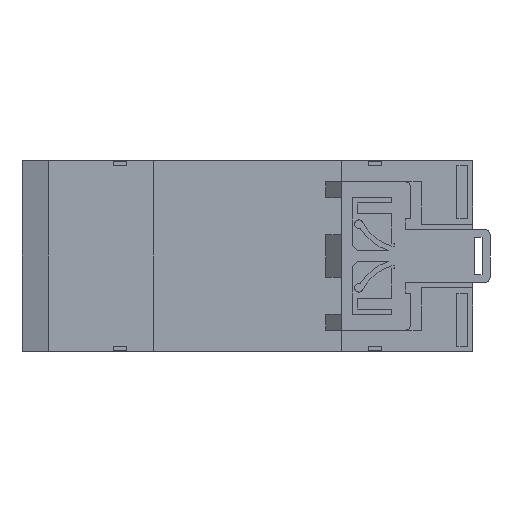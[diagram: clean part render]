
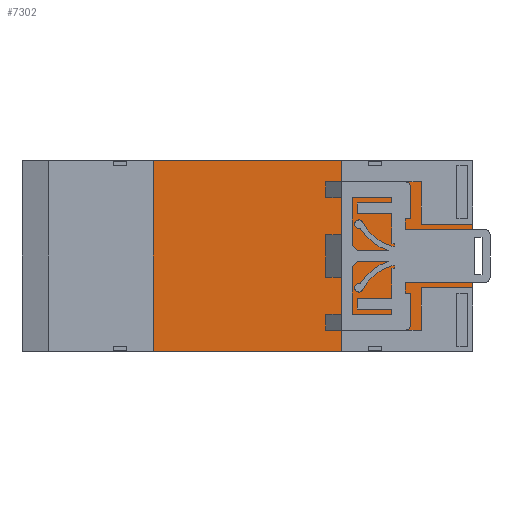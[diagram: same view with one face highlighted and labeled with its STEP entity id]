
A CAD part, left-side view. The second image highlights one B-rep face of the part: STEP entity #7302.
In plain terms, the highlighted planar face has unit normal (-1, 0, 0).
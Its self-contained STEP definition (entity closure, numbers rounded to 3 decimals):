
#85 = LINE ( 'NONE', #5156, #1841 ) ;
#191 = VECTOR ( 'NONE', #8645, 1000. ) ;
#203 = VECTOR ( 'NONE', #7211, 1000. ) ;
#270 = ORIENTED_EDGE ( 'NONE', *, *, #2570, .T. ) ;
#433 = LINE ( 'NONE', #9446, #6078 ) ;
#509 = ORIENTED_EDGE ( 'NONE', *, *, #4917, .T. ) ;
#528 = LINE ( 'NONE', #8597, #750 ) ;
#580 = VECTOR ( 'NONE', #4661, 1000. ) ;
#615 = CARTESIAN_POINT ( 'NONE',  ( -27., -17.75, 14. ) ) ;
#651 = DIRECTION ( 'NONE',  ( 0., 1., 0. ) ) ;
#750 = VECTOR ( 'NONE', #9323, 1000. ) ;
#801 = CARTESIAN_POINT ( 'NONE',  ( -27., -17.75, -18. ) ) ;
#972 = VERTEX_POINT ( 'NONE', #5559 ) ;
#1146 = CARTESIAN_POINT ( 'NONE',  ( -27., -32.75, -14. ) ) ;
#1196 = EDGE_CURVE ( 'NONE', #1357, #972, #528, .T. ) ;
#1252 = DIRECTION ( 'NONE',  ( 0., 1., 0. ) ) ;
#1344 = ORIENTED_EDGE ( 'NONE', *, *, #1196, .F. ) ;
#1357 = VERTEX_POINT ( 'NONE', #8805 ) ;
#1482 = ORIENTED_EDGE ( 'NONE', *, *, #2429, .T. ) ;
#1492 = DIRECTION ( 'NONE',  ( 0., -1., 0. ) ) ;
#1748 = EDGE_CURVE ( 'NONE', #5259, #6199, #2413, .T. ) ;
#1805 = EDGE_CURVE ( 'NONE', #2288, #6015, #1974, .T. ) ;
#1830 = VECTOR ( 'NONE', #1252, 1000. ) ;
#1841 = VECTOR ( 'NONE', #1492, 1000. ) ;
#1974 = LINE ( 'NONE', #2820, #203 ) ;
#2004 = DIRECTION ( 'NONE',  ( 0., 0., 1. ) ) ;
#2019 = EDGE_CURVE ( 'NONE', #6015, #2322, #5525, .T. ) ;
#2050 = CARTESIAN_POINT ( 'NONE',  ( -27., -32.75, -6. ) ) ;
#2163 = VERTEX_POINT ( 'NONE', #5710 ) ;
#2179 = EDGE_CURVE ( 'NONE', #2322, #5259, #6092, .T. ) ;
#2205 = VERTEX_POINT ( 'NONE', #615 ) ;
#2287 = LINE ( 'NONE', #6400, #1830 ) ;
#2288 = VERTEX_POINT ( 'NONE', #8431 ) ;
#2322 = VERTEX_POINT ( 'NONE', #4103 ) ;
#2334 = CARTESIAN_POINT ( 'NONE',  ( -27., -42.5, 6. ) ) ;
#2341 = PLANE ( 'NONE',  #4688 ) ;
#2413 = LINE ( 'NONE', #2719, #6347 ) ;
#2429 = EDGE_CURVE ( 'NONE', #6199, #8136, #2287, .T. ) ;
#2442 = EDGE_CURVE ( 'NONE', #8136, #2163, #9151, .T. ) ;
#2552 = LINE ( 'NONE', #6861, #580 ) ;
#2570 = EDGE_CURVE ( 'NONE', #2163, #2205, #433, .T. ) ;
#2712 = EDGE_LOOP ( 'NONE', ( #8442, #4876, #8257, #4256, #5533, #1482, #8292, #270, #509, #1344, #4248, #3681 ) ) ;
#2719 = CARTESIAN_POINT ( 'NONE',  ( -27., -42.5, -6. ) ) ;
#2820 = CARTESIAN_POINT ( 'NONE',  ( -27., -17.75, -14. ) ) ;
#2851 = CARTESIAN_POINT ( 'NONE',  ( -27., -32.75, -14. ) ) ;
#2862 = EDGE_CURVE ( 'NONE', #6776, #1357, #3547, .T. ) ;
#3079 = DIRECTION ( 'NONE',  ( -1., 0., 0. ) ) ;
#3323 = VECTOR ( 'NONE', #6420, 1000. ) ;
#3336 = VECTOR ( 'NONE', #2004, 1000. ) ;
#3547 = LINE ( 'NONE', #5688, #3323 ) ;
#3681 = ORIENTED_EDGE ( 'NONE', *, *, #6500, .T. ) ;
#3998 = CARTESIAN_POINT ( 'NONE',  ( -27., 17.75, -18. ) ) ;
#4103 = CARTESIAN_POINT ( 'NONE',  ( -27., -32.75, -6. ) ) ;
#4242 = LINE ( 'NONE', #7787, #7905 ) ;
#4248 = ORIENTED_EDGE ( 'NONE', *, *, #2862, .F. ) ;
#4256 = ORIENTED_EDGE ( 'NONE', *, *, #2179, .T. ) ;
#4463 = EDGE_CURVE ( 'NONE', #8412, #2288, #4242, .T. ) ;
#4661 = DIRECTION ( 'NONE',  ( 0., 0., 1. ) ) ;
#4688 = AXIS2_PLACEMENT_3D ( 'NONE', #6013, #3079, #8194 ) ;
#4876 = ORIENTED_EDGE ( 'NONE', *, *, #1805, .T. ) ;
#4880 = DIRECTION ( 'NONE',  ( 0., 0., 1. ) ) ;
#4917 = EDGE_CURVE ( 'NONE', #2205, #972, #2552, .T. ) ;
#5156 = CARTESIAN_POINT ( 'NONE',  ( -27., 17.75, -18. ) ) ;
#5259 = VERTEX_POINT ( 'NONE', #6981 ) ;
#5525 = LINE ( 'NONE', #1146, #7700 ) ;
#5533 = ORIENTED_EDGE ( 'NONE', *, *, #1748, .T. ) ;
#5559 = CARTESIAN_POINT ( 'NONE',  ( -27., -17.75, 18. ) ) ;
#5688 = CARTESIAN_POINT ( 'NONE',  ( -27., 17.75, -18. ) ) ;
#5710 = CARTESIAN_POINT ( 'NONE',  ( -27., -32.75, 14. ) ) ;
#6013 = CARTESIAN_POINT ( 'NONE',  ( -27., 17.75, -18. ) ) ;
#6015 = VERTEX_POINT ( 'NONE', #2851 ) ;
#6078 = VECTOR ( 'NONE', #651, 1000. ) ;
#6092 = LINE ( 'NONE', #2050, #191 ) ;
#6199 = VERTEX_POINT ( 'NONE', #2334 ) ;
#6347 = VECTOR ( 'NONE', #7848, 1000. ) ;
#6400 = CARTESIAN_POINT ( 'NONE',  ( -27., -32.75, 6. ) ) ;
#6420 = DIRECTION ( 'NONE',  ( 0., 0., 1. ) ) ;
#6500 = EDGE_CURVE ( 'NONE', #6776, #8412, #85, .T. ) ;
#6776 = VERTEX_POINT ( 'NONE', #3998 ) ;
#6783 = FACE_OUTER_BOUND ( 'NONE', #2712, .T. ) ;
#6861 = CARTESIAN_POINT ( 'NONE',  ( -27., -17.75, -18. ) ) ;
#6981 = CARTESIAN_POINT ( 'NONE',  ( -27., -42.5, -6. ) ) ;
#7051 = DIRECTION ( 'NONE',  ( 0., 0., 1. ) ) ;
#7211 = DIRECTION ( 'NONE',  ( 0., -1., 0. ) ) ;
#7302 = ADVANCED_FACE ( 'NONE', ( #6783 ), #2341, .T. ) ;
#7700 = VECTOR ( 'NONE', #7051, 1000. ) ;
#7787 = CARTESIAN_POINT ( 'NONE',  ( -27., -17.75, -18. ) ) ;
#7848 = DIRECTION ( 'NONE',  ( 0., 0., 1. ) ) ;
#7905 = VECTOR ( 'NONE', #4880, 1000. ) ;
#8136 = VERTEX_POINT ( 'NONE', #8611 ) ;
#8194 = DIRECTION ( 'NONE',  ( 0., -1., 0. ) ) ;
#8257 = ORIENTED_EDGE ( 'NONE', *, *, #2019, .T. ) ;
#8292 = ORIENTED_EDGE ( 'NONE', *, *, #2442, .T. ) ;
#8412 = VERTEX_POINT ( 'NONE', #801 ) ;
#8431 = CARTESIAN_POINT ( 'NONE',  ( -27., -17.75, -14. ) ) ;
#8442 = ORIENTED_EDGE ( 'NONE', *, *, #4463, .T. ) ;
#8586 = CARTESIAN_POINT ( 'NONE',  ( -27., -32.75, 6. ) ) ;
#8597 = CARTESIAN_POINT ( 'NONE',  ( -27., 17.75, 18. ) ) ;
#8611 = CARTESIAN_POINT ( 'NONE',  ( -27., -32.75, 6. ) ) ;
#8645 = DIRECTION ( 'NONE',  ( 0., -1., 0. ) ) ;
#8805 = CARTESIAN_POINT ( 'NONE',  ( -27., 17.75, 18. ) ) ;
#9151 = LINE ( 'NONE', #8586, #3336 ) ;
#9323 = DIRECTION ( 'NONE',  ( 0., -1., 0. ) ) ;
#9446 = CARTESIAN_POINT ( 'NONE',  ( -27., -17.75, 14. ) ) ;
